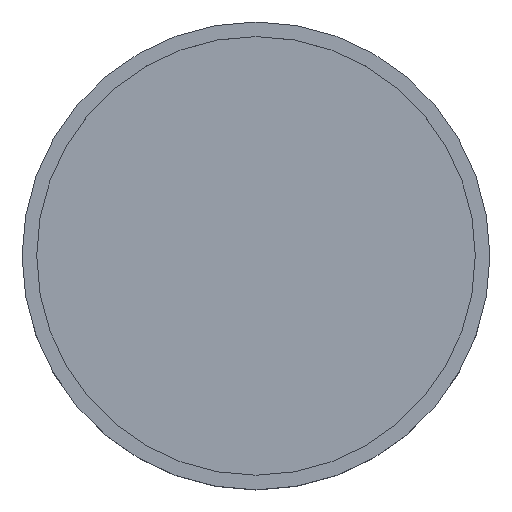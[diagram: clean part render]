
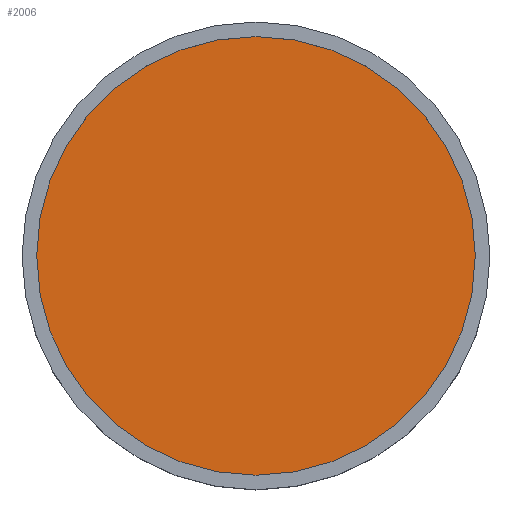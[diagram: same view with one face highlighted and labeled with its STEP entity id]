
A CAD part, top view. The second image highlights one B-rep face of the part: STEP entity #2006.
In plain terms, the highlighted planar face has unit normal (0, 0, 1).
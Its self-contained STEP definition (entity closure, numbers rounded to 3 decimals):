
#164 = CYLINDRICAL_SURFACE('',#165,37.5);
#165 = AXIS2_PLACEMENT_3D('',#166,#167,#168);
#166 = CARTESIAN_POINT('',(0.,0.,4.5));
#167 = DIRECTION('',(-0.,0.,-1.));
#168 = DIRECTION('',(-1.,0.,0.));
#1196 = VERTEX_POINT('',#1197);
#1197 = CARTESIAN_POINT('',(-37.5,0.,2.5));
#1218 = EDGE_CURVE('',#1196,#1196,#1219,.T.);
#1219 = SURFACE_CURVE('',#1220,(#1225,#1232),.PCURVE_S1.);
#1220 = CIRCLE('',#1221,37.5);
#1221 = AXIS2_PLACEMENT_3D('',#1222,#1223,#1224);
#1222 = CARTESIAN_POINT('',(0.,0.,2.5));
#1223 = DIRECTION('',(0.,0.,1.));
#1224 = DIRECTION('',(-1.,0.,0.));
#1225 = PCURVE('',#164,#1226);
#1226 = DEFINITIONAL_REPRESENTATION('',(#1227),#1231);
#1227 = LINE('',#1228,#1229);
#1228 = CARTESIAN_POINT('',(-0.,2.));
#1229 = VECTOR('',#1230,1.);
#1230 = DIRECTION('',(-1.,0.));
#1231 = ( GEOMETRIC_REPRESENTATION_CONTEXT(2) 
PARAMETRIC_REPRESENTATION_CONTEXT() REPRESENTATION_CONTEXT('2D SPACE',''
  ) );
#1232 = PCURVE('',#1233,#1238);
#1233 = PLANE('',#1234);
#1234 = AXIS2_PLACEMENT_3D('',#1235,#1236,#1237);
#1235 = CARTESIAN_POINT('',(0.,0.,2.5));
#1236 = DIRECTION('',(0.,0.,1.));
#1237 = DIRECTION('',(-1.,0.,0.));
#1238 = DEFINITIONAL_REPRESENTATION('',(#1239),#1243);
#1239 = CIRCLE('',#1240,37.5);
#1240 = AXIS2_PLACEMENT_2D('',#1241,#1242);
#1241 = CARTESIAN_POINT('',(0.,0.));
#1242 = DIRECTION('',(1.,0.));
#1243 = ( GEOMETRIC_REPRESENTATION_CONTEXT(2) 
PARAMETRIC_REPRESENTATION_CONTEXT() REPRESENTATION_CONTEXT('2D SPACE',''
  ) );
#2006 = ADVANCED_FACE('',(#2007),#1233,.T.);
#2007 = FACE_BOUND('',#2008,.T.);
#2008 = EDGE_LOOP('',(#2009));
#2009 = ORIENTED_EDGE('',*,*,#1218,.T.);
